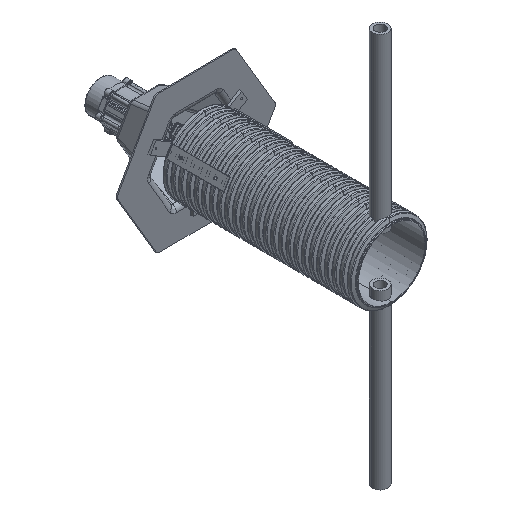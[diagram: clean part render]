
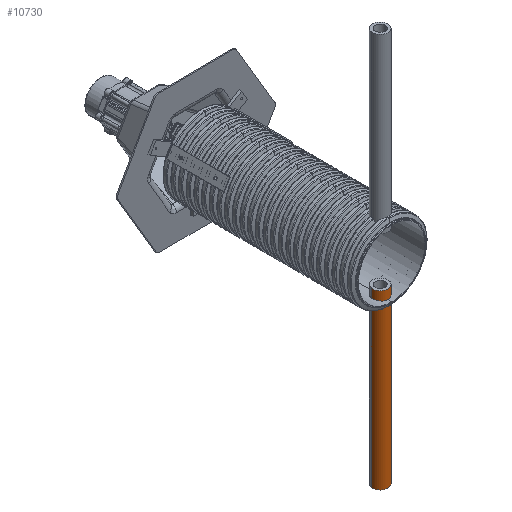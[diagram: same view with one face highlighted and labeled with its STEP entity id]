
A CAD part, isometric view. The second image highlights one B-rep face of the part: STEP entity #10730.
In plain terms, the highlighted cylindrical face has radius 20 mm (diameter 40 mm), a partial arc.
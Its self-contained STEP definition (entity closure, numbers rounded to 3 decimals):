
#422 = LINE ( 'NONE', #31495, #1543 ) ;
#440 = EDGE_CURVE ( 'NONE', #30510, #1474, #20590, .T. ) ;
#1085 = AXIS2_PLACEMENT_3D ( 'NONE', #14910, #7665, #29166 ) ;
#1474 = VERTEX_POINT ( 'NONE', #28095 ) ;
#1509 = VECTOR ( 'NONE', #4318, 1000. ) ;
#1543 = VECTOR ( 'NONE', #27933, 1000. ) ;
#1628 = VERTEX_POINT ( 'NONE', #32892 ) ;
#4318 = DIRECTION ( 'NONE',  ( 0., 0., -1. ) ) ;
#6338 = EDGE_CURVE ( 'NONE', #1474, #37975, #24376, .T. ) ;
#7665 = DIRECTION ( 'NONE',  ( 0., 0., -1. ) ) ;
#9956 = CARTESIAN_POINT ( 'NONE',  ( 20., 0., 0. ) ) ;
#10730 = ADVANCED_FACE ( 'NONE', ( #22531 ), #40428, .T. ) ;
#13470 = EDGE_CURVE ( 'NONE', #1628, #37975, #422, .T. ) ;
#13507 = DIRECTION ( 'NONE',  ( 0., 0., 1. ) ) ;
#14910 = CARTESIAN_POINT ( 'NONE',  ( 0., 0., 450. ) ) ;
#15214 = ORIENTED_EDGE ( 'NONE', *, *, #16460, .F. ) ;
#16460 = EDGE_CURVE ( 'NONE', #30510, #1628, #22619, .T. ) ;
#20590 = LINE ( 'NONE', #25327, #1509 ) ;
#20837 = CARTESIAN_POINT ( 'NONE',  ( 0., 0., 0. ) ) ;
#21001 = ORIENTED_EDGE ( 'NONE', *, *, #6338, .T. ) ;
#22531 = FACE_OUTER_BOUND ( 'NONE', #42920, .T. ) ;
#22619 = CIRCLE ( 'NONE', #30869, 20. ) ;
#24376 = CIRCLE ( 'NONE', #30937, 20. ) ;
#24432 = DIRECTION ( 'NONE',  ( 1., 0., 0. ) ) ;
#25327 = CARTESIAN_POINT ( 'NONE',  ( -20., 0., 450. ) ) ;
#27017 = ORIENTED_EDGE ( 'NONE', *, *, #13470, .F. ) ;
#27933 = DIRECTION ( 'NONE',  ( 0., 0., -1. ) ) ;
#28095 = CARTESIAN_POINT ( 'NONE',  ( -20., 0., 0. ) ) ;
#28122 = CARTESIAN_POINT ( 'NONE',  ( -20., 0., 450. ) ) ;
#29166 = DIRECTION ( 'NONE',  ( -1., 0., 0. ) ) ;
#30510 = VERTEX_POINT ( 'NONE', #28122 ) ;
#30869 = AXIS2_PLACEMENT_3D ( 'NONE', #34973, #13507, #38544 ) ;
#30937 = AXIS2_PLACEMENT_3D ( 'NONE', #20837, #45808, #24432 ) ;
#31495 = CARTESIAN_POINT ( 'NONE',  ( 20., 0., 450. ) ) ;
#32892 = CARTESIAN_POINT ( 'NONE',  ( 20., 0., 450. ) ) ;
#34973 = CARTESIAN_POINT ( 'NONE',  ( 0., 0., 450. ) ) ;
#35172 = ORIENTED_EDGE ( 'NONE', *, *, #440, .T. ) ;
#37975 = VERTEX_POINT ( 'NONE', #9956 ) ;
#38544 = DIRECTION ( 'NONE',  ( 1., 0., 0. ) ) ;
#40428 = CYLINDRICAL_SURFACE ( 'NONE', #1085, 20. ) ;
#42920 = EDGE_LOOP ( 'NONE', ( #27017, #15214, #35172, #21001 ) ) ;
#45808 = DIRECTION ( 'NONE',  ( 0., 0., 1. ) ) ;
